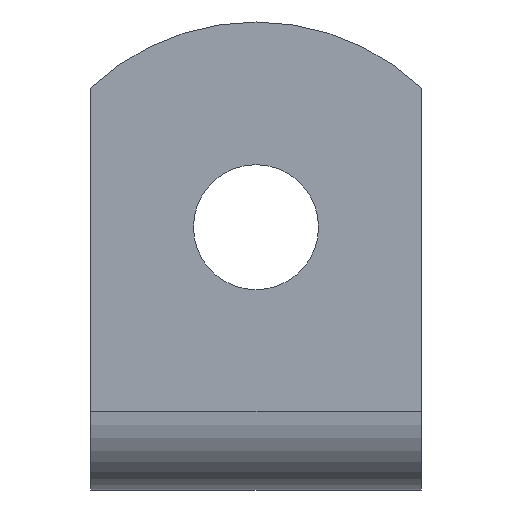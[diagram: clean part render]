
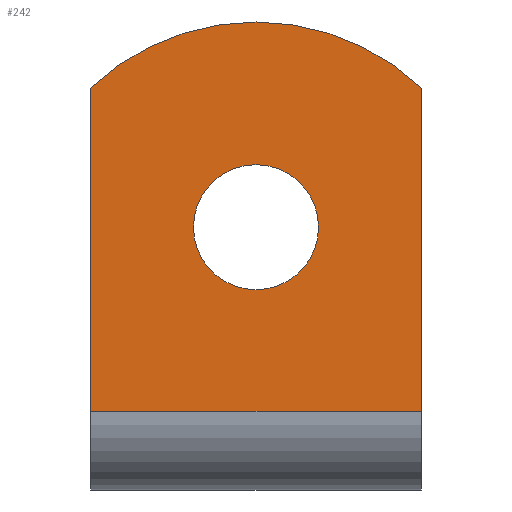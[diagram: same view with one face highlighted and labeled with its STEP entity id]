
A CAD part, left-side view. The second image highlights one B-rep face of the part: STEP entity #242.
In plain terms, the highlighted planar face has unit normal (-1, 0, 0).
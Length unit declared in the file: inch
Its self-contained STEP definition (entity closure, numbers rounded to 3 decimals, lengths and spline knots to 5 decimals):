
#3 = EDGE_CURVE ( 'NONE', #371, #7, #440, .T. ) ;
#7 = VERTEX_POINT ( 'NONE', #517 ) ;
#15 = ORIENTED_EDGE ( 'NONE', *, *, #484, .T. ) ;
#17 = EDGE_CURVE ( 'NONE', #385, #56, #89, .T. ) ;
#29 = VERTEX_POINT ( 'NONE', #464 ) ;
#33 = CIRCLE ( 'NONE', #332, 0.09449 ) ;
#35 = ORIENTED_EDGE ( 'NONE', *, *, #3, .F. ) ;
#39 = LINE ( 'NONE', #495, #209 ) ;
#45 = PLANE ( 'NONE',  #433 ) ;
#56 = VERTEX_POINT ( 'NONE', #368 ) ;
#79 = VERTEX_POINT ( 'NONE', #362 ) ;
#86 = CARTESIAN_POINT ( 'NONE',  ( 0., 0.25, 0.119 ) ) ;
#89 = CIRCLE ( 'NONE', #177, 0.09449 ) ;
#101 = LINE ( 'NONE', #509, #226 ) ;
#105 = CARTESIAN_POINT ( 'NONE',  ( 0., 0., 0.397 ) ) ;
#112 = DIRECTION ( 'NONE',  ( 1., 0., 0. ) ) ;
#124 = CARTESIAN_POINT ( 'NONE',  ( 0., 0.25, 0.119 ) ) ;
#131 = DIRECTION ( 'NONE',  ( -1., 0., 0. ) ) ;
#132 = EDGE_CURVE ( 'NONE', #79, #371, #326, .T. ) ;
#149 = DIRECTION ( 'NONE',  ( 1., 0., 0. ) ) ;
#162 = CARTESIAN_POINT ( 'NONE',  ( 0., 0., 0.397 ) ) ;
#166 = DIRECTION ( 'NONE',  ( 0., 0., 1. ) ) ;
#170 = DIRECTION ( 'NONE',  ( 0., -1., 0. ) ) ;
#176 = DIRECTION ( 'NONE',  ( 0., 0., 1. ) ) ;
#177 = AXIS2_PLACEMENT_3D ( 'NONE', #162, #363, #401 ) ;
#194 = VERTEX_POINT ( 'NONE', #124 ) ;
#207 = CARTESIAN_POINT ( 'NONE',  ( 0., 0.25, 0.119 ) ) ;
#209 = VECTOR ( 'NONE', #225, 39.37008 ) ;
#225 = DIRECTION ( 'NONE',  ( 0., 0., -1. ) ) ;
#226 = VECTOR ( 'NONE', #394, 39.37008 ) ;
#242 = ADVANCED_FACE ( 'NONE', ( #365, #356 ), #45, .T. ) ;
#273 = AXIS2_PLACEMENT_3D ( 'NONE', #361, #112, #284 ) ;
#284 = DIRECTION ( 'NONE',  ( 0., 0., 1. ) ) ;
#289 = AXIS2_PLACEMENT_3D ( 'NONE', #406, #396, #166 ) ;
#301 = ORIENTED_EDGE ( 'NONE', *, *, #17, .T. ) ;
#326 = CIRCLE ( 'NONE', #289, 0.3625 ) ;
#327 = EDGE_LOOP ( 'NONE', ( #348, #421, #15, #445, #35 ) ) ;
#332 = AXIS2_PLACEMENT_3D ( 'NONE', #105, #149, #417 ) ;
#345 = LINE ( 'NONE', #207, #455 ) ;
#348 = ORIENTED_EDGE ( 'NONE', *, *, #132, .F. ) ;
#356 = FACE_OUTER_BOUND ( 'NONE', #327, .T. ) ;
#358 = ORIENTED_EDGE ( 'NONE', *, *, #442, .T. ) ;
#361 = CARTESIAN_POINT ( 'NONE',  ( 0., 0., 0.3445 ) ) ;
#362 = CARTESIAN_POINT ( 'NONE',  ( 0., 0.25, 0.607 ) ) ;
#363 = DIRECTION ( 'NONE',  ( 1., 0., 0. ) ) ;
#365 = FACE_BOUND ( 'NONE', #482, .T. ) ;
#368 = CARTESIAN_POINT ( 'NONE',  ( 0., 0., 0.30251 ) ) ;
#371 = VERTEX_POINT ( 'NONE', #424 ) ;
#382 = EDGE_CURVE ( 'NONE', #7, #29, #39, .T. ) ;
#385 = VERTEX_POINT ( 'NONE', #497 ) ;
#394 = DIRECTION ( 'NONE',  ( 0., 0., -1. ) ) ;
#396 = DIRECTION ( 'NONE',  ( 1., 0., 0. ) ) ;
#401 = DIRECTION ( 'NONE',  ( 0., 0., -1. ) ) ;
#406 = CARTESIAN_POINT ( 'NONE',  ( 0., 0., 0.3445 ) ) ;
#417 = DIRECTION ( 'NONE',  ( 0., 0., -1. ) ) ;
#421 = ORIENTED_EDGE ( 'NONE', *, *, #490, .T. ) ;
#424 = CARTESIAN_POINT ( 'NONE',  ( 0., 0., 0.707 ) ) ;
#433 = AXIS2_PLACEMENT_3D ( 'NONE', #86, #131, #176 ) ;
#440 = CIRCLE ( 'NONE', #273, 0.3625 ) ;
#442 = EDGE_CURVE ( 'NONE', #56, #385, #33, .T. ) ;
#445 = ORIENTED_EDGE ( 'NONE', *, *, #382, .F. ) ;
#455 = VECTOR ( 'NONE', #170, 39.37008 ) ;
#464 = CARTESIAN_POINT ( 'NONE',  ( 0., -0.25, 0.119 ) ) ;
#482 = EDGE_LOOP ( 'NONE', ( #358, #301 ) ) ;
#484 = EDGE_CURVE ( 'NONE', #194, #29, #345, .T. ) ;
#490 = EDGE_CURVE ( 'NONE', #79, #194, #101, .T. ) ;
#495 = CARTESIAN_POINT ( 'NONE',  ( 0., -0.25, 0.119 ) ) ;
#497 = CARTESIAN_POINT ( 'NONE',  ( 0., 0., 0.49149 ) ) ;
#509 = CARTESIAN_POINT ( 'NONE',  ( 0., 0.25, 0.119 ) ) ;
#517 = CARTESIAN_POINT ( 'NONE',  ( 0., -0.25, 0.607 ) ) ;
